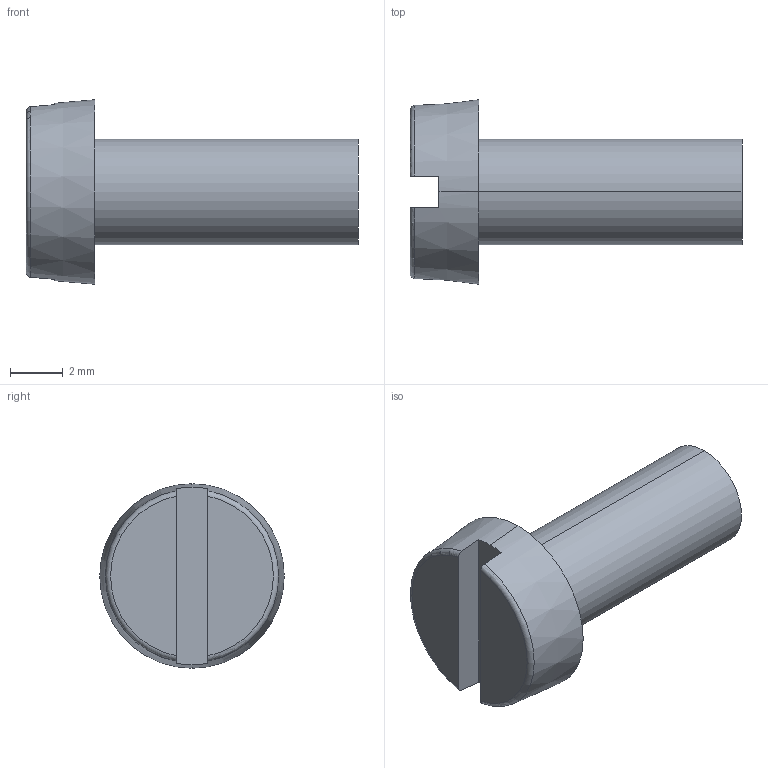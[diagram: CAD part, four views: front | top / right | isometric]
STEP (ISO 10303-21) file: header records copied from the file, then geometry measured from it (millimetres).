
FILE_DESCRIPTION (( 'STEP AP214' ), '1' );
FILE_NAME ('ISO1207-M4x10.STEP', '2021-05-20T12:14:57', ( '' ), ( '' ), 'SwSTEP 2.0', 'SolidWorks 2019', '' );
FILE_SCHEMA (( 'AUTOMOTIVE_DESIGN' ));
Length unit declared in the file: millimetre
Products named in the file (1): ISO1207-M4x10
Bounding box: 12.6 x 7 x 7 mm (x, y, z)
Volume: 210.5 mm3; surface area: 263.9 mm2
Topology: 1 solids, 1 shells, 13 faces, 30 edges, 20 vertices
Faces by surface type: plane 7, cone 2, cylinder 2, torus 2
Entity records: 440 total; most frequent: CARTESIAN_POINT 108, DIRECTION 64, ORIENTED_EDGE 60, EDGE_CURVE 30, AXIS2_PLACEMENT_3D 28, VERTEX_POINT 20, CIRCLE 14, EDGE_LOOP 14
